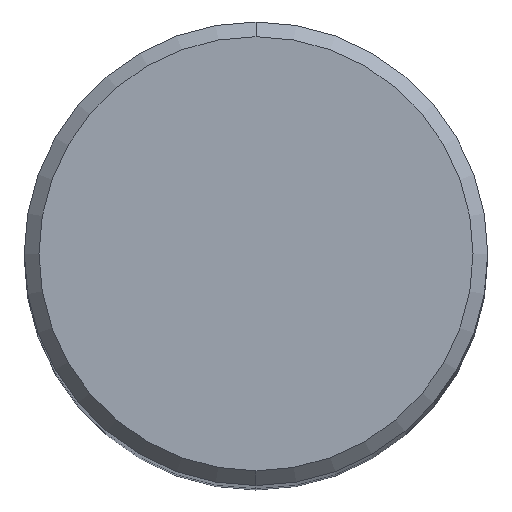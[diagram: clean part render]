
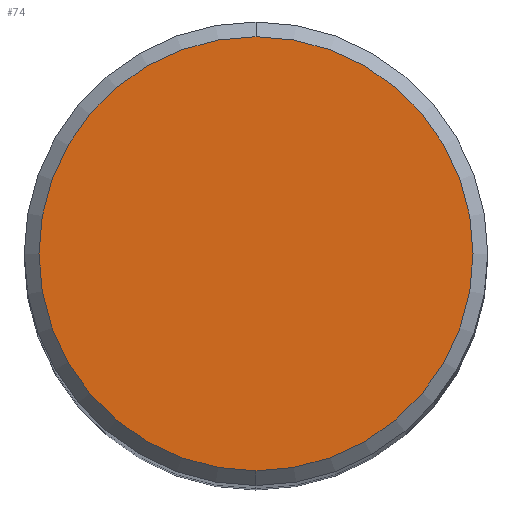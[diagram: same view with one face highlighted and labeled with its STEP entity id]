
A CAD part, top view. The second image highlights one B-rep face of the part: STEP entity #74.
In plain terms, the highlighted planar face has unit normal (0, 0, 1).
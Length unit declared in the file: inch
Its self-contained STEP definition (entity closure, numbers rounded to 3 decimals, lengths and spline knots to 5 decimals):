
#5 = AXIS2_PLACEMENT_3D ( 'NONE', #55, #384, #23 ) ;
#21 = AXIS2_PLACEMENT_3D ( 'NONE', #409, #178, #242 ) ;
#23 = DIRECTION ( 'NONE',  ( 0., -1., 0. ) ) ;
#30 = ORIENTED_EDGE ( 'NONE', *, *, #39, .T. ) ;
#39 = EDGE_CURVE ( 'NONE', #314, #397, #386, .T. ) ;
#55 = CARTESIAN_POINT ( 'NONE',  ( 0., 0., 0. ) ) ;
#74 = ADVANCED_FACE ( 'NONE', ( #81 ), #115, .F. ) ;
#81 = FACE_OUTER_BOUND ( 'NONE', #300, .T. ) ;
#85 = CIRCLE ( 'NONE', #5, 0.29495 ) ;
#115 = PLANE ( 'NONE',  #21 ) ;
#178 = DIRECTION ( 'NONE',  ( 0., 0., -1. ) ) ;
#183 = CARTESIAN_POINT ( 'NONE',  ( 0., 0.29495, 0. ) ) ;
#187 = EDGE_CURVE ( 'NONE', #397, #314, #85, .T. ) ;
#207 = DIRECTION ( 'NONE',  ( 0., -1., 0. ) ) ;
#213 = CARTESIAN_POINT ( 'NONE',  ( 0., 0., 0. ) ) ;
#242 = DIRECTION ( 'NONE',  ( 0., 1., 0. ) ) ;
#275 = DIRECTION ( 'NONE',  ( 0., 0., 1. ) ) ;
#296 = CARTESIAN_POINT ( 'NONE',  ( 0., -0.29495, 0. ) ) ;
#300 = EDGE_LOOP ( 'NONE', ( #30, #415 ) ) ;
#314 = VERTEX_POINT ( 'NONE', #183 ) ;
#346 = AXIS2_PLACEMENT_3D ( 'NONE', #213, #275, #207 ) ;
#384 = DIRECTION ( 'NONE',  ( 0., 0., 1. ) ) ;
#386 = CIRCLE ( 'NONE', #346, 0.29495 ) ;
#397 = VERTEX_POINT ( 'NONE', #296 ) ;
#409 = CARTESIAN_POINT ( 'NONE',  ( 0., 0.29495, 0. ) ) ;
#415 = ORIENTED_EDGE ( 'NONE', *, *, #187, .T. ) ;
